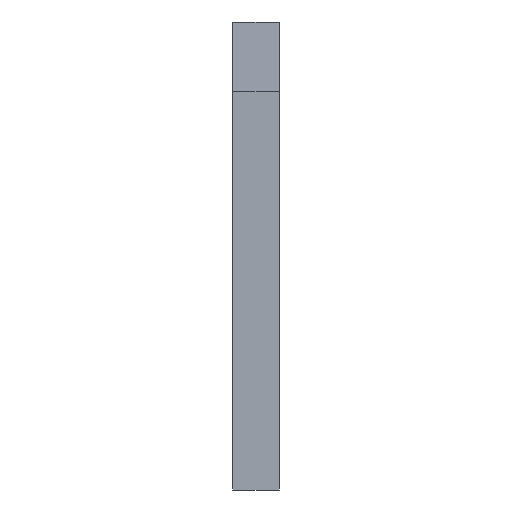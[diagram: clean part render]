
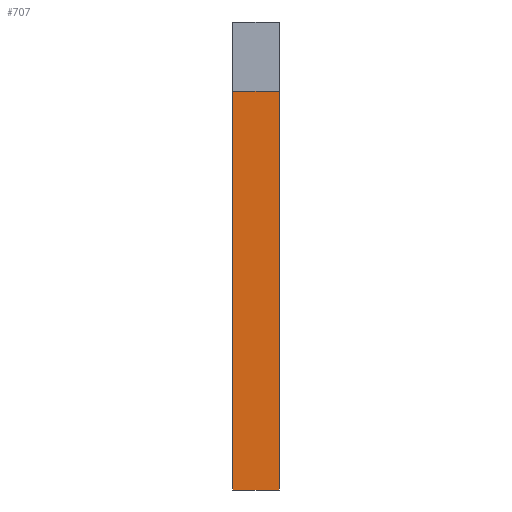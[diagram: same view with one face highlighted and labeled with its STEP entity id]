
A CAD part, left-side view. The second image highlights one B-rep face of the part: STEP entity #707.
In plain terms, the highlighted planar face has unit normal (-1, 0, 0).
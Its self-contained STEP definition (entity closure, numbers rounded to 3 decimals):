
#24 = DIRECTION ( 'NONE',  ( 0., -1., 0. ) ) ;
#43 = VERTEX_POINT ( 'NONE', #115 ) ;
#115 = CARTESIAN_POINT ( 'NONE',  ( 0., 0., 0. ) ) ;
#205 = CARTESIAN_POINT ( 'NONE',  ( 0., 4., 0. ) ) ;
#243 = DIRECTION ( 'NONE',  ( 0., 0., 1. ) ) ;
#279 = VERTEX_POINT ( 'NONE', #1128 ) ;
#295 = DIRECTION ( 'NONE',  ( 0., 0., 1. ) ) ;
#340 = PLANE ( 'NONE',  #869 ) ;
#419 = CARTESIAN_POINT ( 'NONE',  ( 0., 4., 0. ) ) ;
#450 = DIRECTION ( 'NONE',  ( 0., 0., -1. ) ) ;
#535 = CARTESIAN_POINT ( 'NONE',  ( 0., 4., 0. ) ) ;
#559 = EDGE_CURVE ( 'NONE', #924, #1038, #1254, .T. ) ;
#620 = ORIENTED_EDGE ( 'NONE', *, *, #706, .T. ) ;
#630 = CARTESIAN_POINT ( 'NONE',  ( 0., 4., 34.572 ) ) ;
#636 = EDGE_CURVE ( 'NONE', #1038, #279, #1145, .T. ) ;
#667 = EDGE_LOOP ( 'NONE', ( #620, #1306, #783, #925 ) ) ;
#706 = EDGE_CURVE ( 'NONE', #43, #279, #1083, .T. ) ;
#707 = ADVANCED_FACE ( 'NONE', ( #1127 ), #340, .F. ) ;
#783 = ORIENTED_EDGE ( 'NONE', *, *, #559, .F. ) ;
#858 = EDGE_CURVE ( 'NONE', #924, #43, #873, .T. ) ;
#869 = AXIS2_PLACEMENT_3D ( 'NONE', #1208, #1096, #450 ) ;
#873 = LINE ( 'NONE', #419, #892 ) ;
#892 = VECTOR ( 'NONE', #1068, 1000. ) ;
#924 = VERTEX_POINT ( 'NONE', #535 ) ;
#925 = ORIENTED_EDGE ( 'NONE', *, *, #858, .T. ) ;
#1038 = VERTEX_POINT ( 'NONE', #1146 ) ;
#1068 = DIRECTION ( 'NONE',  ( 0., -1., 0. ) ) ;
#1083 = LINE ( 'NONE', #1320, #1086 ) ;
#1086 = VECTOR ( 'NONE', #243, 1000. ) ;
#1096 = DIRECTION ( 'NONE',  ( 1., 0., 0. ) ) ;
#1127 = FACE_OUTER_BOUND ( 'NONE', #667, .T. ) ;
#1128 = CARTESIAN_POINT ( 'NONE',  ( 0., 0., 34.572 ) ) ;
#1145 = LINE ( 'NONE', #630, #1171 ) ;
#1146 = CARTESIAN_POINT ( 'NONE',  ( 0., 4., 34.572 ) ) ;
#1171 = VECTOR ( 'NONE', #24, 1000. ) ;
#1208 = CARTESIAN_POINT ( 'NONE',  ( 0., 4., 0. ) ) ;
#1237 = VECTOR ( 'NONE', #295, 1000. ) ;
#1254 = LINE ( 'NONE', #205, #1237 ) ;
#1306 = ORIENTED_EDGE ( 'NONE', *, *, #636, .F. ) ;
#1320 = CARTESIAN_POINT ( 'NONE',  ( 0., 0., 0. ) ) ;
